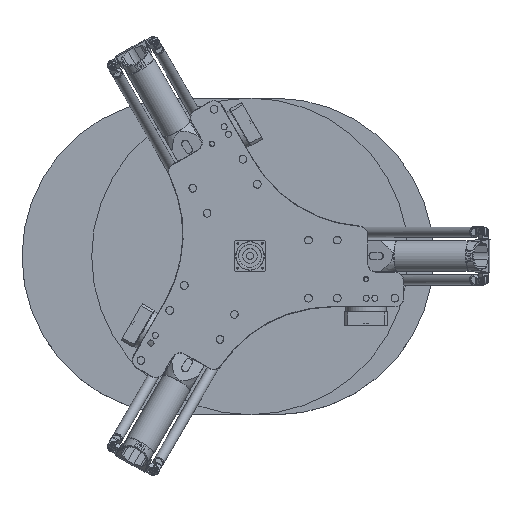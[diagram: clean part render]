
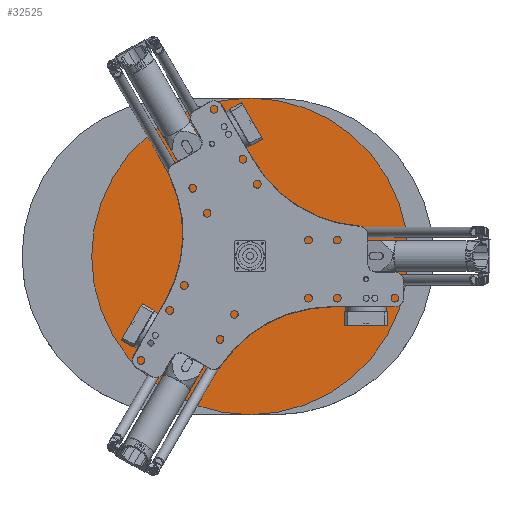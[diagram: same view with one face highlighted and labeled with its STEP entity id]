
A CAD part, top view. The second image highlights one B-rep face of the part: STEP entity #32525.
In plain terms, the highlighted planar face has unit normal (0, 0, 1).
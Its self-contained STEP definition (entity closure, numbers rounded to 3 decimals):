
#8933=FACE_OUTER_BOUND('',#11124,.T.);
#11124=EDGE_LOOP('',(#27138));
#13073=CIRCLE('',#35841,450.);
#15468=VERTEX_POINT('',#59355);
#19477=EDGE_CURVE('',#15468,#15468,#13073,.T.);
#27138=ORIENTED_EDGE('',*,*,#19477,.F.);
#30940=PLANE('',#35842);
#32525=ADVANCED_FACE('',(#8933),#30940,.F.);
#35841=AXIS2_PLACEMENT_3D('',#59356,#43536,#43537);
#35842=AXIS2_PLACEMENT_3D('',#59358,#43539,#43540);
#43536=DIRECTION('center_axis',(0.,0.,-1.));
#43537=DIRECTION('ref_axis',(-1.,0.,0.));
#43539=DIRECTION('center_axis',(0.,0.,-1.));
#43540=DIRECTION('ref_axis',(-1.,0.,0.));
#59355=CARTESIAN_POINT('',(450.,0.,100.));
#59356=CARTESIAN_POINT('Origin',(0.,0.,100.));
#59358=CARTESIAN_POINT('Origin',(0.,0.,100.));
